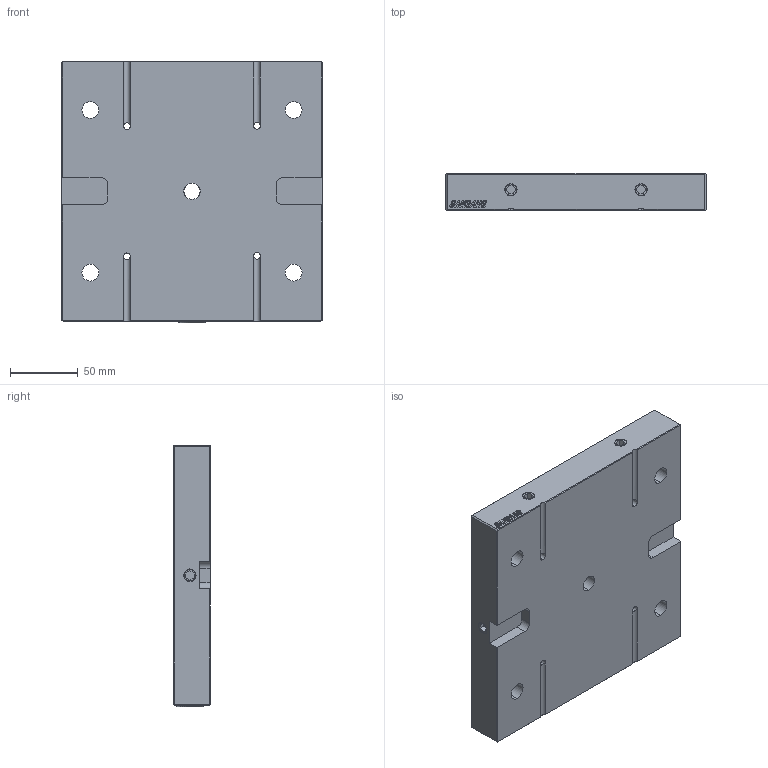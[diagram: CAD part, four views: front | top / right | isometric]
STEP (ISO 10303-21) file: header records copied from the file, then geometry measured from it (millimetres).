
FILE_DESCRIPTION (( 'STEP AP214' ), '1' );
FILE_NAME ('96錨萸辦遙.STEP', '2025-03-02T07:43:15', ( 'Windows 蚚誧' ), ( 'Organization' ), 'SwSTEP 2.0', 'SolidWorks 2020', '' );
FILE_SCHEMA (( 'AUTOMOTIVE_DESIGN' ));
Length unit declared in the file: millimetre
Products named in the file (4): 錨璃4; 錨璃1; 96錨萸辦遙; 錨璃3
Assembly tree (8 placements, depth 2):
  96錨萸辦遙
    錨璃1
    錨璃3  x6
    錨璃4
Bounding box: 192 x 27 x 193 mm (x, y, z)
Volume: 909560 mm3; surface area: 126479.3 mm2
Topology: 8 solids, 8 shells, 464 faces, 1176 edges, 747 vertices
Faces by surface type: plane 252, cylinder 100, bspline 48, cone 42, torus 22
Entity records: 15420 total; most frequent: CARTESIAN_POINT 5773, ORIENTED_EDGE 2004, DIRECTION 1742, EDGE_CURVE 1002, LINE 670, VECTOR 670, VERTEX_POINT 647, AXIS2_PLACEMENT_3D 536
